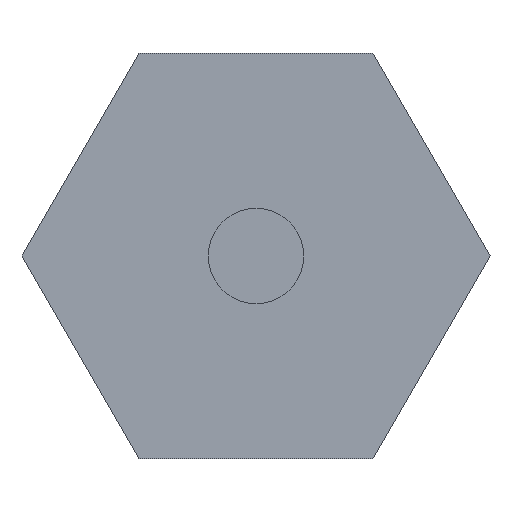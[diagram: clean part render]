
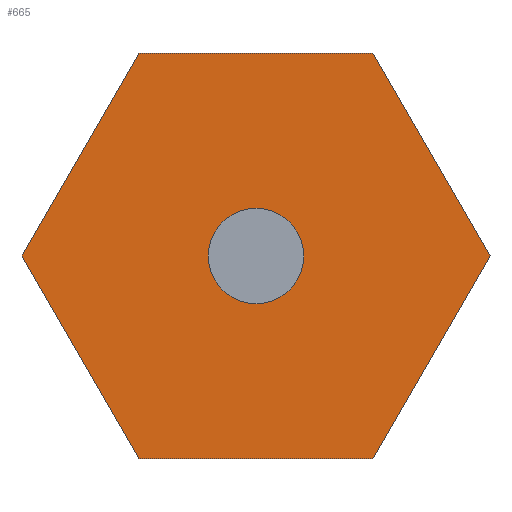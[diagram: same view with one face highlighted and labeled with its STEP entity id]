
A CAD part, left-side view. The second image highlights one B-rep face of the part: STEP entity #665.
In plain terms, the highlighted planar face has unit normal (-1, 0, 0).
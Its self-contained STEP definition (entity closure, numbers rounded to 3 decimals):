
#526 = VERTEX_POINT('',#527);
#527 = CARTESIAN_POINT('',(-16.,4.907,0.));
#533 = EDGE_CURVE('',#526,#534,#536,.T.);
#534 = VERTEX_POINT('',#535);
#535 = CARTESIAN_POINT('',(-16.,2.454,-4.25));
#536 = LINE('',#537,#538);
#537 = CARTESIAN_POINT('',(-16.,4.907,0.));
#538 = VECTOR('',#539,1.);
#539 = DIRECTION('',(0.,-0.5,-0.866));
#557 = VERTEX_POINT('',#558);
#558 = CARTESIAN_POINT('',(-16.,2.454,4.25));
#564 = EDGE_CURVE('',#557,#526,#565,.T.);
#565 = LINE('',#566,#567);
#566 = CARTESIAN_POINT('',(-16.,2.454,4.25));
#567 = VECTOR('',#568,1.);
#568 = DIRECTION('',(0.,0.5,-0.866));
#581 = EDGE_CURVE('',#534,#582,#584,.T.);
#582 = VERTEX_POINT('',#583);
#583 = CARTESIAN_POINT('',(-16.,-2.454,-4.25));
#584 = LINE('',#585,#586);
#585 = CARTESIAN_POINT('',(-16.,2.454,-4.25));
#586 = VECTOR('',#587,1.);
#587 = DIRECTION('',(0.,-1.,0.));
#605 = VERTEX_POINT('',#606);
#606 = CARTESIAN_POINT('',(-16.,-2.454,4.25));
#612 = EDGE_CURVE('',#605,#557,#613,.T.);
#613 = LINE('',#614,#615);
#614 = CARTESIAN_POINT('',(-16.,-2.454,4.25));
#615 = VECTOR('',#616,1.);
#616 = DIRECTION('',(0.,1.,0.));
#629 = EDGE_CURVE('',#582,#630,#632,.T.);
#630 = VERTEX_POINT('',#631);
#631 = CARTESIAN_POINT('',(-16.,-4.907,0.));
#632 = LINE('',#633,#634);
#633 = CARTESIAN_POINT('',(-16.,-2.454,-4.25));
#634 = VECTOR('',#635,1.);
#635 = DIRECTION('',(0.,-0.5,0.866));
#653 = EDGE_CURVE('',#630,#605,#654,.T.);
#654 = LINE('',#655,#656);
#655 = CARTESIAN_POINT('',(-16.,-4.907,0.));
#656 = VECTOR('',#657,1.);
#657 = DIRECTION('',(0.,0.5,0.866));
#665 = ADVANCED_FACE('',(#666,#674),#685,.F.);
#666 = FACE_BOUND('',#667,.F.);
#667 = EDGE_LOOP('',(#668,#669,#670,#671,#672,#673));
#668 = ORIENTED_EDGE('',*,*,#533,.F.);
#669 = ORIENTED_EDGE('',*,*,#564,.F.);
#670 = ORIENTED_EDGE('',*,*,#612,.F.);
#671 = ORIENTED_EDGE('',*,*,#653,.F.);
#672 = ORIENTED_EDGE('',*,*,#629,.F.);
#673 = ORIENTED_EDGE('',*,*,#581,.F.);
#674 = FACE_BOUND('',#675,.F.);
#675 = EDGE_LOOP('',(#676));
#676 = ORIENTED_EDGE('',*,*,#677,.T.);
#677 = EDGE_CURVE('',#678,#678,#680,.T.);
#678 = VERTEX_POINT('',#679);
#679 = CARTESIAN_POINT('',(-16.,1.,0.));
#680 = CIRCLE('',#681,1.);
#681 = AXIS2_PLACEMENT_3D('',#682,#683,#684);
#682 = CARTESIAN_POINT('',(-16.,0.,0.));
#683 = DIRECTION('',(-1.,0.,0.));
#684 = DIRECTION('',(0.,1.,0.));
#685 = PLANE('',#686);
#686 = AXIS2_PLACEMENT_3D('',#687,#688,#689);
#687 = CARTESIAN_POINT('',(-16.,0.,0.));
#688 = DIRECTION('',(1.,0.,0.));
#689 = DIRECTION('',(0.,0.,1.));
